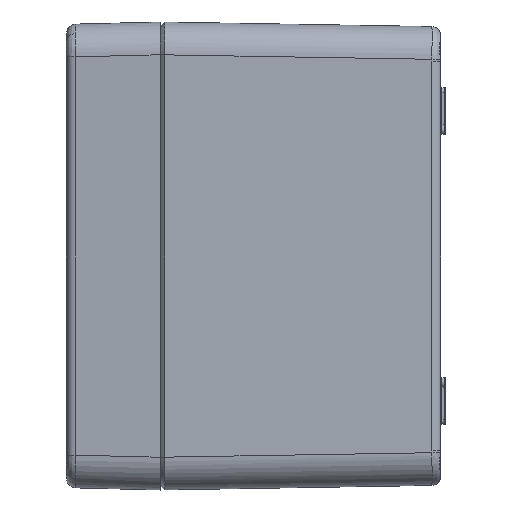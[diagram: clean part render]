
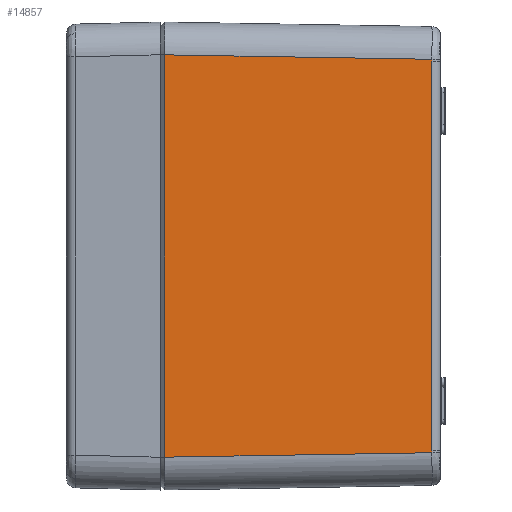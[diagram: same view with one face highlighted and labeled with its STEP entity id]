
A CAD part, left-side view. The second image highlights one B-rep face of the part: STEP entity #14857.
In plain terms, the highlighted planar face has unit normal (-1, -0.017, 0).
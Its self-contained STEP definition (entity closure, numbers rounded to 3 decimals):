
#1179=LINE('',#38423,#2126);
#1180=LINE('',#38463,#2127);
#1181=LINE('',#38470,#2128);
#1182=LINE('',#38475,#2129);
#2126=VECTOR('',#19216,1000.);
#2127=VECTOR('',#19219,1000.);
#2128=VECTOR('',#19220,1000.);
#2129=VECTOR('',#19221,1000.);
#2543=PLANE('',#16166);
#3021=B_SPLINE_CURVE_WITH_KNOTS('',3,(#38465,#38466,#38467,#38468),
 .UNSPECIFIED.,.F.,.F.,(4,4),(0.,0.),.UNSPECIFIED.);
#3022=B_SPLINE_CURVE_WITH_KNOTS('',3,(#38471,#38472,#38473,#38474),
 .UNSPECIFIED.,.F.,.F.,(4,4),(0.,0.),.UNSPECIFIED.);
#4071=FACE_OUTER_BOUND('',#5187,.T.);
#5187=EDGE_LOOP('',(#12498,#12499,#12500,#12501,#12502,#12503));
#7312=VERTEX_POINT('',#38421);
#7313=VERTEX_POINT('',#38422);
#7314=VERTEX_POINT('',#38461);
#7315=VERTEX_POINT('',#38462);
#7316=VERTEX_POINT('',#38464);
#7317=VERTEX_POINT('',#38469);
#9134=EDGE_CURVE('',#7312,#7313,#1179,.T.);
#9137=EDGE_CURVE('',#7314,#7315,#1180,.T.);
#9138=EDGE_CURVE('',#7315,#7316,#3021,.T.);
#9139=EDGE_CURVE('',#7316,#7317,#1181,.T.);
#9140=EDGE_CURVE('',#7317,#7312,#3022,.T.);
#9141=EDGE_CURVE('',#7313,#7314,#1182,.T.);
#12498=ORIENTED_EDGE('',*,*,#9137,.T.);
#12499=ORIENTED_EDGE('',*,*,#9138,.T.);
#12500=ORIENTED_EDGE('',*,*,#9139,.T.);
#12501=ORIENTED_EDGE('',*,*,#9140,.T.);
#12502=ORIENTED_EDGE('',*,*,#9134,.T.);
#12503=ORIENTED_EDGE('',*,*,#9141,.T.);
#14857=ADVANCED_FACE('',(#4071),#2543,.T.);
#16166=AXIS2_PLACEMENT_3D('',#38460,#19217,#19218);
#19216=DIRECTION('',(-0.017,1.,0.017));
#19217=DIRECTION('center_axis',(-1.,-0.017,
0.));
#19218=DIRECTION('ref_axis',(0.017,-1.,0.));
#19219=DIRECTION('',(0.017,-1.,0.017));
#19220=DIRECTION('',(0.,0.,1.));
#19221=DIRECTION('',(0.,0.,-1.));
#38421=CARTESIAN_POINT('',(-79.033,-58.036,42.034));
#38422=CARTESIAN_POINT('',(-79.983,-1.,42.984));
#38423=CARTESIAN_POINT('',(-79.974,-1.549,42.975));
#38460=CARTESIAN_POINT('Origin',(-80.,0.,-50.));
#38461=CARTESIAN_POINT('',(-79.983,-1.,-42.984));
#38462=CARTESIAN_POINT('',(-79.033,-58.036,-42.034));
#38463=CARTESIAN_POINT('',(-80.002,0.117,-43.003));
#38464=CARTESIAN_POINT('',(-79.033,-58.033,-41.659));
#38465=CARTESIAN_POINT('Ctrl Pts',(-79.033,-58.036,
-42.034));
#38466=CARTESIAN_POINT('Ctrl Pts',(-79.033,-58.034,
-41.909));
#38467=CARTESIAN_POINT('Ctrl Pts',(-79.033,-58.033,
-41.784));
#38468=CARTESIAN_POINT('Ctrl Pts',(-79.033,-58.033,
-41.659));
#38469=CARTESIAN_POINT('',(-79.033,-58.033,41.659));
#38470=CARTESIAN_POINT('',(-79.033,-58.033,42.001));
#38471=CARTESIAN_POINT('Ctrl Pts',(-79.033,-58.033,
41.659));
#38472=CARTESIAN_POINT('Ctrl Pts',(-79.033,-58.033,
41.784));
#38473=CARTESIAN_POINT('Ctrl Pts',(-79.033,-58.034,
41.909));
#38474=CARTESIAN_POINT('Ctrl Pts',(-79.033,-58.036,
42.034));
#38475=CARTESIAN_POINT('',(-79.983,-1.,-50.));
